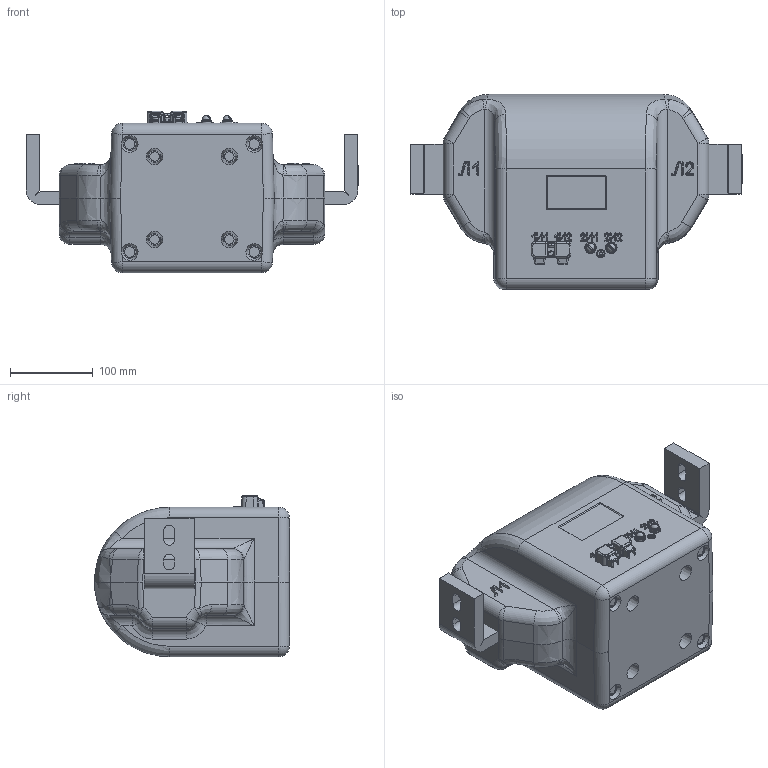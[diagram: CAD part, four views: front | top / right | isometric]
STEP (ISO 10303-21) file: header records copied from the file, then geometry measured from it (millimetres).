
FILE_DESCRIPTION (( 'STEP AP203' ), '1' );
FILE_NAME ('ÒÏË íà òîêè 1200-2000 ÀSTEP.STEP', '2022-07-28T09:30:09', ( '' ), ( '' ), 'SwSTEP 2.0', 'SolidWorks 2010', '' );
FILE_SCHEMA (( 'CONFIG_CONTROL_DESIGN' ));
Length unit declared in the file: millimetre
Products named in the file (34): 5藤.540.093_-05; 6藤.610.015_-07; ÒÏË íà òîêè 1200-2000 ÀSTEP; 6藤.176.021_-02; Ãàéêà M10-6H.5.0112 ÃÎÑÒ 5915-70_Ãàéêà M10-6H.5.0112 ÃÎÑÒ 5915-70; Ãàéêà M10-6H.0112 ÃÎÑÒ 5915-70_Ãàéêà M10-6H.0112 ÃÎÑÒ 5915-70; ﾋ頸鵫 硴鶴 ﾒﾏﾋ-10-ﾌ_-02 (1200-2000); 8藤.946.048_-03; 疿岍.714 661.001 (8桋.551.046)_8桋.551.046; 疿岍.713 661.001; 8藤.570.054_-05; Èçîëÿöèÿ äëÿ 5ÃÃ.540.093_-05; 5藤.522.319_-30; 5藤.520.020_-25; 8藤.636.159_-10 ; 8藤.300.030_-11; 5藤.640.070_-10; 5藤.522.319_-31; Îáìîòêà (5ãã.520.020)_-25; 8藤.300.031_-11; 8藤.300.030_-08; 8藤.636.159_-06; 5藤.520.020_-26; 5藤.640.070_-06; 8藤.300.031_-08; 8藤.760.642_8藤.760.642; 8藤.760.178; 疿岍.753 332.002; ﾘ琺矜 C.6 ﾃﾎﾑﾒ 11371-78_ﾘ琺矜 C.6 ﾃﾎﾑﾒ 11371-78; Îáìîòêà (5ãã.520.020)_-26; 鎔艜 M6x10 襞旂 17473-80_鎔艜 M6x10 襞旂 17473-80; 8藤.313.008_Default; Âèíò 2Ì4-6qx8.58.0112 ÎÑÒ 131144-80; ﾘ琺矜 6 ﾃﾎﾑﾒ 6402-70_ﾘ琺矜 6 ﾃﾎﾑﾒ 6402-70
Assembly tree (66 placements, depth 7):
  ÒÏË íà òîêè 1200-2000 ÀSTEP
    鎔艜 M6x10 襞旂 17473-80_鎔艜 M6x10 襞旂 17473-80  x4
    Âèíò 2Ì4-6qx8.58.0112 ÎÑÒ 131144-80
    ﾘ琺矜 6 ﾃﾎﾑﾒ 6402-70_ﾘ琺矜 6 ﾃﾎﾑﾒ 6402-70  x4
    ﾘ琺矜 C.6 ﾃﾎﾑﾒ 11371-78_ﾘ琺矜 C.6 ﾃﾎﾑﾒ 11371-78  x4
    8藤.313.008_Default
    6藤.176.021_-02
      疿岍.714 661.001 (8桋.551.046)_8桋.551.046  x4
      疿岍.713 661.001  x2
      Ãàéêà M10-6H.5.0112 ÃÎÑÒ 5915-70_Ãàéêà M10-6H.5.0112 ÃÎÑÒ 5915-70  x2
      8藤.946.048_-03  x4
      Ãàéêà M10-6H.0112 ÃÎÑÒ 5915-70_Ãàéêà M10-6H.0112 ÃÎÑÒ 5915-70  x2
      6藤.610.015_-07
        5藤.540.093_-05
          8藤.570.054_-05
          Èçîëÿöèÿ äëÿ 5ÃÃ.540.093_-05
        5藤.522.319_-30
          5藤.520.020_-25
            Îáìîòêà (5ãã.520.020)_-25
            5藤.640.070_-10
              8藤.760.642_8藤.760.642  x4
              8藤.760.178  x4
              8藤.300.030_-11
              8藤.300.031_-11
              8藤.636.159_-10 
          疿岍.753 332.002
        5藤.522.319_-31
          5藤.520.020_-26
            Îáìîòêà (5ãã.520.020)_-26
            5藤.640.070_-06
              8藤.760.642_8藤.760.642  x4
              8藤.300.031_-08
              8藤.760.178  x4
              8藤.636.159_-06
              8藤.300.030_-08
          疿岍.753 332.002
      ﾋ頸鵫 硴鶴 ﾒﾏﾋ-10-ﾌ_-02 (1200-2000)
Bounding box: 400 x 235 x 194.5 mm (x, y, z)
Volume: 10699320 mm3; surface area: 946689.6 mm2
Topology: 62 solids, 64 shells, 1609 faces, 3814 edges, 2363 vertices
Faces by surface type: plane 621, cylinder 379, cone 260, bspline 201, torus 100, sphere 48
Entity records: 44405 total; most frequent: CARTESIAN_POINT 14079, ORIENTED_EDGE 5462, DIRECTION 5355, EDGE_CURVE 2731, AXIS2_PLACEMENT_3D 2080, VERTEX_POINT 1690, EDGE_LOOP 1269, LINE 1195
